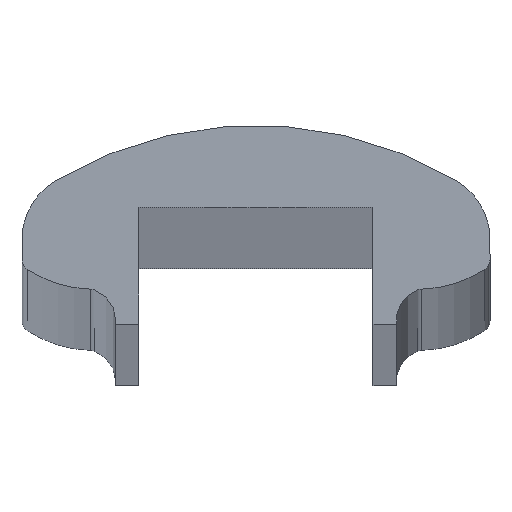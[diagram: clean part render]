
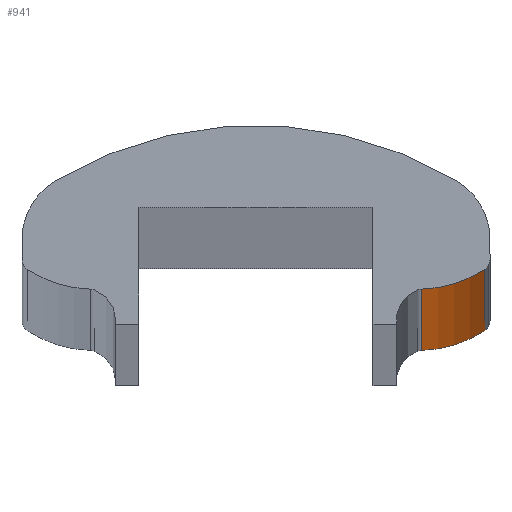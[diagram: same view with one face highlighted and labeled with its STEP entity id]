
A CAD part, top view. The second image highlights one B-rep face of the part: STEP entity #941.
In plain terms, the highlighted cylindrical face has radius 10.395 mm (diameter 20.789 mm), a partial arc.
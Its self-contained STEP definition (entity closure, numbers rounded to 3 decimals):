
#103 = VECTOR ( 'NONE', #1507, 1000. ) ;
#139 = CARTESIAN_POINT ( 'NONE',  ( 19.546, 4.687, 0. ) ) ;
#202 = CIRCLE ( 'NONE', #3432, 10.394 ) ;
#427 = ORIENTED_EDGE ( 'NONE', *, *, #4339, .T. ) ;
#739 = DIRECTION ( 'NONE',  ( 0., 0., 1. ) ) ;
#815 = CARTESIAN_POINT ( 'NONE',  ( 19.546, 4.687, -3000. ) ) ;
#909 = CARTESIAN_POINT ( 'NONE',  ( 14.143, 3.003, -3000. ) ) ;
#941 = ADVANCED_FACE ( 'NONE', ( #6435 ), #1093, .T. ) ;
#968 = EDGE_LOOP ( 'NONE', ( #1859, #3246, #427, #3093 ) ) ;
#1027 = VERTEX_POINT ( 'NONE', #1551 ) ;
#1093 = CYLINDRICAL_SURFACE ( 'NONE', #2629, 10.394 ) ;
#1154 = DIRECTION ( 'NONE',  ( 0., 0., 1. ) ) ;
#1496 = AXIS2_PLACEMENT_3D ( 'NONE', #3918, #739, #4454 ) ;
#1507 = DIRECTION ( 'NONE',  ( 0., 0., 1. ) ) ;
#1515 = VERTEX_POINT ( 'NONE', #139 ) ;
#1551 = CARTESIAN_POINT ( 'NONE',  ( 14.143, 3.003, 0. ) ) ;
#1790 = VECTOR ( 'NONE', #1154, 1000. ) ;
#1859 = ORIENTED_EDGE ( 'NONE', *, *, #5657, .F. ) ;
#1957 = LINE ( 'NONE', #6191, #1790 ) ;
#2020 = DIRECTION ( 'NONE',  ( 1., 0., 0. ) ) ;
#2160 = CARTESIAN_POINT ( 'NONE',  ( 13.869, 13.394, -3000. ) ) ;
#2272 = DIRECTION ( 'NONE',  ( 0., 0., 1. ) ) ;
#2379 = DIRECTION ( 'NONE',  ( 0., 0., 1. ) ) ;
#2629 = AXIS2_PLACEMENT_3D ( 'NONE', #2160, #2272, #2020 ) ;
#3013 = CIRCLE ( 'NONE', #1496, 10.394 ) ;
#3059 = VERTEX_POINT ( 'NONE', #815 ) ;
#3093 = ORIENTED_EDGE ( 'NONE', *, *, #5579, .T. ) ;
#3246 = ORIENTED_EDGE ( 'NONE', *, *, #4816, .F. ) ;
#3432 = AXIS2_PLACEMENT_3D ( 'NONE', #5436, #2379, #5886 ) ;
#3918 = CARTESIAN_POINT ( 'NONE',  ( 13.869, 13.394, -3000. ) ) ;
#4319 = LINE ( 'NONE', #6017, #103 ) ;
#4339 = EDGE_CURVE ( 'NONE', #4791, #3059, #3013, .T. ) ;
#4454 = DIRECTION ( 'NONE',  ( 1., 0., 0. ) ) ;
#4791 = VERTEX_POINT ( 'NONE', #909 ) ;
#4816 = EDGE_CURVE ( 'NONE', #4791, #1027, #4319, .T. ) ;
#5436 = CARTESIAN_POINT ( 'NONE',  ( 13.869, 13.394, 0. ) ) ;
#5579 = EDGE_CURVE ( 'NONE', #3059, #1515, #1957, .T. ) ;
#5657 = EDGE_CURVE ( 'NONE', #1027, #1515, #202, .T. ) ;
#5886 = DIRECTION ( 'NONE',  ( 1., 0., 0. ) ) ;
#6017 = CARTESIAN_POINT ( 'NONE',  ( 14.143, 3.003, -3000. ) ) ;
#6191 = CARTESIAN_POINT ( 'NONE',  ( 19.546, 4.687, -3000. ) ) ;
#6435 = FACE_OUTER_BOUND ( 'NONE', #968, .T. ) ;
